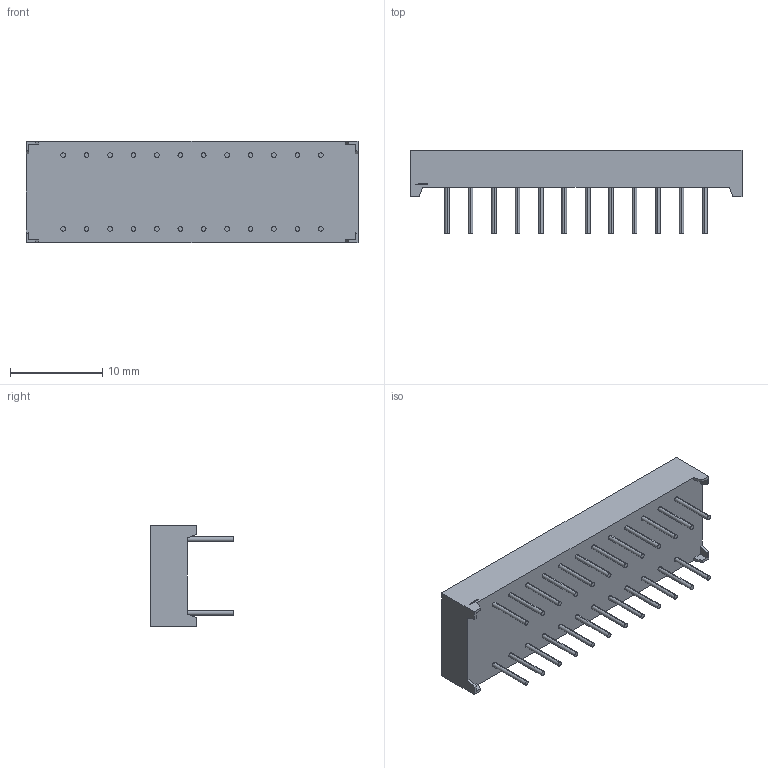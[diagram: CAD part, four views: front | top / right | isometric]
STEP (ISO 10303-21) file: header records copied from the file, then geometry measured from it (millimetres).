
FILE_DESCRIPTION (( 'STEP AP214' ), '1' );
FILE_NAME ('CX25-12.STEP', '2008-09-06T01:21:00', ( '' ), ( '' ), 'SwSTEP 2.0', 'SolidWorks 2008', '' );
FILE_SCHEMA (( 'AUTOMOTIVE_DESIGN' ));
Length unit declared in the file: millimetre
Products named in the file (1): CX25-12
Bounding box: 36 x 9 x 11 mm (x, y, z)
Volume: 1606.8 mm3; surface area: 1385.6 mm2
Topology: 1 solids, 1 shells, 615 faces, 1563 edges, 1042 vertices
Faces by surface type: plane 429, bspline 116, cylinder 70
Entity records: 27187 total; most frequent: CARTESIAN_POINT 9609, ORIENTED_EDGE 3126, DIRECTION 2471, EDGE_CURVE 1563, VECTOR 1191, LINE 1191, VERTEX_POINT 1042, EDGE_LOOP 707
